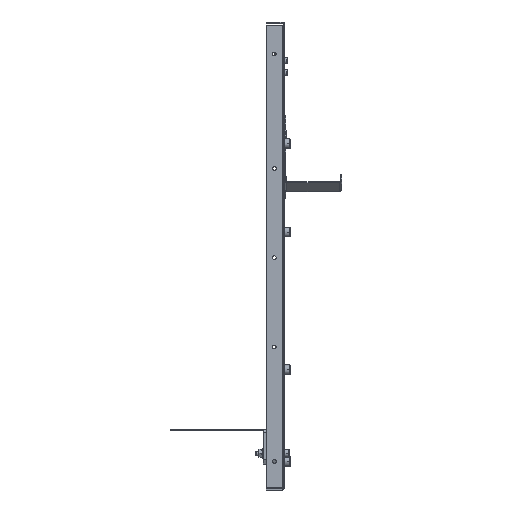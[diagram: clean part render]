
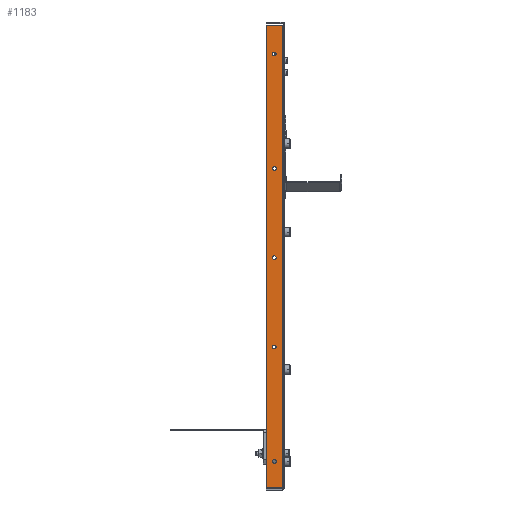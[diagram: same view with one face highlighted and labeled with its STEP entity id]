
A CAD part, left-side view. The second image highlights one B-rep face of the part: STEP entity #1183.
In plain terms, the highlighted planar face has unit normal (-1, 0, 0).
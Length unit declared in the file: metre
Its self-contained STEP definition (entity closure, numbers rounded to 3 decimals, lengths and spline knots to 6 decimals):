
#1183 = ADVANCED_FACE( '', ( #2348, #2349, #2350, #2351, #2352, #2353 ), #2354, .T. );
#2348 = FACE_BOUND( '', #3913, .T. );
#2349 = FACE_BOUND( '', #3914, .T. );
#2350 = FACE_BOUND( '', #3915, .T. );
#2351 = FACE_BOUND( '', #3916, .T. );
#2352 = FACE_BOUND( '', #3917, .T. );
#2353 = FACE_OUTER_BOUND( '', #3918, .T. );
#2354 = PLANE( '', #3919 );
#3913 = EDGE_LOOP( '', ( #6224 ) );
#3914 = EDGE_LOOP( '', ( #6225 ) );
#3915 = EDGE_LOOP( '', ( #6226 ) );
#3916 = EDGE_LOOP( '', ( #6227 ) );
#3917 = EDGE_LOOP( '', ( #6228 ) );
#3918 = EDGE_LOOP( '', ( #6229, #6230, #6231, #6232 ) );
#3919 = AXIS2_PLACEMENT_3D( '', #6233, #6234, #6235 );
#6224 = ORIENTED_EDGE( '', *, *, #9152, .T. );
#6225 = ORIENTED_EDGE( '', *, *, #8928, .T. );
#6226 = ORIENTED_EDGE( '', *, *, #8941, .T. );
#6227 = ORIENTED_EDGE( '', *, *, #9153, .T. );
#6228 = ORIENTED_EDGE( '', *, *, #9154, .T. );
#6229 = ORIENTED_EDGE( '', *, *, #9155, .F. );
#6230 = ORIENTED_EDGE( '', *, *, #9091, .F. );
#6231 = ORIENTED_EDGE( '', *, *, #8595, .F. );
#6232 = ORIENTED_EDGE( '', *, *, #9156, .F. );
#6233 = CARTESIAN_POINT( '', ( 0.000756, 0.132, 0.2085 ) );
#6234 = DIRECTION( '', ( -1., 0., 0. ) );
#6235 = DIRECTION( '', ( 0., -1., 0. ) );
#8595 = EDGE_CURVE( '', #10595, #10591, #10597, .F. );
#8928 = EDGE_CURVE( '', #11147, #11147, #11148, .F. );
#8941 = EDGE_CURVE( '', #11167, #11167, #11168, .F. );
#9091 = EDGE_CURVE( '', #10591, #11404, #11405, .T. );
#9152 = EDGE_CURVE( '', #11494, #11494, #11495, .F. );
#9153 = EDGE_CURVE( '', #11496, #11496, #11497, .F. );
#9154 = EDGE_CURVE( '', #11498, #11498, #11499, .F. );
#9155 = EDGE_CURVE( '', #11404, #11500, #11501, .T. );
#9156 = EDGE_CURVE( '', #11500, #10595, #11502, .F. );
#10591 = VERTEX_POINT( '', #12757 );
#10595 = VERTEX_POINT( '', #12763 );
#10597 = LINE( '', #12766, #12767 );
#11147 = VERTEX_POINT( '', #13564 );
#11148 = CIRCLE( '', #13565, 0.00165 );
#11167 = VERTEX_POINT( '', #13593 );
#11168 = CIRCLE( '', #13594, 0.00165 );
#11404 = VERTEX_POINT( '', #13933 );
#11405 = LINE( '', #13934, #13935 );
#11494 = VERTEX_POINT( '', #14081 );
#11495 = CIRCLE( '', #14082, 0.00165 );
#11496 = VERTEX_POINT( '', #14083 );
#11497 = CIRCLE( '', #14084, 0.00165 );
#11498 = VERTEX_POINT( '', #14085 );
#11499 = CIRCLE( '', #14086, 0.00165 );
#11500 = VERTEX_POINT( '', #14087 );
#11501 = LINE( '', #14088, #14089 );
#11502 = LINE( '', #14090, #14091 );
#12757 = CARTESIAN_POINT( '', ( 0.000756, 0.1395, 0.005 ) );
#12763 = CARTESIAN_POINT( '', ( 0.000756, 0.1255, 0.005 ) );
#12766 = CARTESIAN_POINT( '', ( 0.000756, 0.132, 0.005 ) );
#12767 = VECTOR( '', #15645, 1. );
#13564 = CARTESIAN_POINT( '', ( 0.000756, 0.13075, 0.284 ) );
#13565 = AXIS2_PLACEMENT_3D( '', #16048, #16049, #16050 );
#13593 = CARTESIAN_POINT( '', ( 0.000756, 0.13075, 0.206 ) );
#13594 = AXIS2_PLACEMENT_3D( '', #16064, #16065, #16066 );
#13933 = CARTESIAN_POINT( '', ( 0.000756, 0.1395, 0.409 ) );
#13934 = CARTESIAN_POINT( '', ( 0.000756, 0.1395, 0.2085 ) );
#13935 = VECTOR( '', #16265, 1. );
#14081 = CARTESIAN_POINT( '', ( 0.000756, 0.13075, 0.384 ) );
#14082 = AXIS2_PLACEMENT_3D( '', #16335, #16336, #16337 );
#14083 = CARTESIAN_POINT( '', ( 0.000756, 0.13075, 0.128 ) );
#14084 = AXIS2_PLACEMENT_3D( '', #16338, #16339, #16340 );
#14085 = CARTESIAN_POINT( '', ( 0.000756, 0.13075, 0.028 ) );
#14086 = AXIS2_PLACEMENT_3D( '', #16341, #16342, #16343 );
#14087 = CARTESIAN_POINT( '', ( 0.000756, 0.1255, 0.409 ) );
#14088 = CARTESIAN_POINT( '', ( 0.000756, 0.132, 0.409 ) );
#14089 = VECTOR( '', #16344, 1. );
#14090 = CARTESIAN_POINT( '', ( 0.000756, 0.1255, 0.2085 ) );
#14091 = VECTOR( '', #16345, 1. );
#15645 = DIRECTION( '', ( 0., -1., 0. ) );
#16048 = CARTESIAN_POINT( '', ( 0.000756, 0.1324, 0.284 ) );
#16049 = DIRECTION( '', ( -1., 0., 0. ) );
#16050 = DIRECTION( '', ( 0., -1., 0. ) );
#16064 = CARTESIAN_POINT( '', ( 0.000756, 0.1324, 0.206 ) );
#16065 = DIRECTION( '', ( -1., 0., 0. ) );
#16066 = DIRECTION( '', ( 0., -1., 0. ) );
#16265 = DIRECTION( '', ( 0., 0., 1. ) );
#16335 = CARTESIAN_POINT( '', ( 0.000756, 0.1324, 0.384 ) );
#16336 = DIRECTION( '', ( -1., 0., 0. ) );
#16337 = DIRECTION( '', ( 0., -1., 0. ) );
#16338 = CARTESIAN_POINT( '', ( 0.000756, 0.1324, 0.128 ) );
#16339 = DIRECTION( '', ( -1., 0., 0. ) );
#16340 = DIRECTION( '', ( 0., -1., 0. ) );
#16341 = CARTESIAN_POINT( '', ( 0.000756, 0.1324, 0.028 ) );
#16342 = DIRECTION( '', ( -1., 0., 0. ) );
#16343 = DIRECTION( '', ( 0., -1., 0. ) );
#16344 = DIRECTION( '', ( 0., -1., 0. ) );
#16345 = DIRECTION( '', ( 0., 0., 1. ) );
